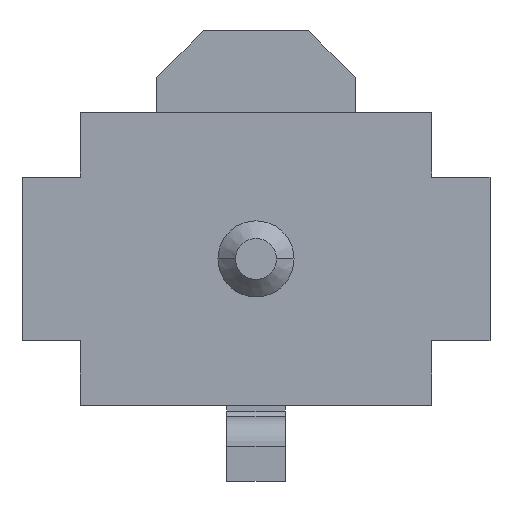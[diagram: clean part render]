
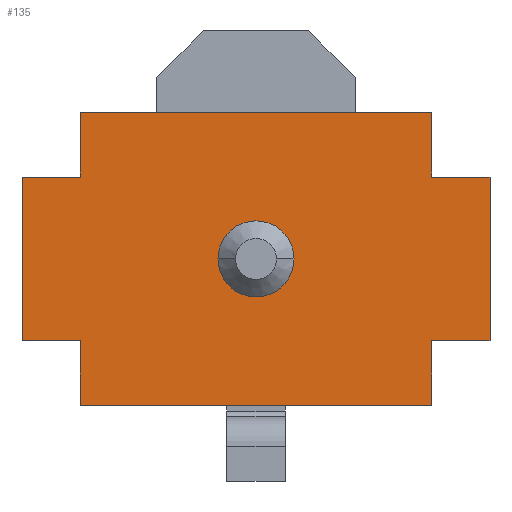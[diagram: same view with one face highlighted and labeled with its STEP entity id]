
A CAD part, front view. The second image highlights one B-rep face of the part: STEP entity #135.
In plain terms, the highlighted planar face has unit normal (0, -1, 0).
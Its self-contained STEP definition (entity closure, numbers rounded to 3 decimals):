
#135=ADVANCED_FACE('',(#268,#269),#270,.F.);
#268=FACE_BOUND('',#395,.T.);
#269=FACE_OUTER_BOUND('',#396,.T.);
#270=PLANE('',#397);
#395=EDGE_LOOP('',(#724,#725));
#396=EDGE_LOOP('',(#726,#727,#728,#729,#730,#731,#732,#733,#734,#735,#736,#737));
#397=AXIS2_PLACEMENT_3D('',#738,#739,#740);
#724=ORIENTED_EDGE('',*,*,#820,.T.);
#725=ORIENTED_EDGE('',*,*,#769,.T.);
#726=ORIENTED_EDGE('',*,*,#895,.T.);
#727=ORIENTED_EDGE('',*,*,#875,.F.);
#728=ORIENTED_EDGE('',*,*,#877,.T.);
#729=ORIENTED_EDGE('',*,*,#870,.F.);
#730=ORIENTED_EDGE('',*,*,#896,.T.);
#731=ORIENTED_EDGE('',*,*,#891,.F.);
#732=ORIENTED_EDGE('',*,*,#881,.F.);
#733=ORIENTED_EDGE('',*,*,#867,.F.);
#734=ORIENTED_EDGE('',*,*,#879,.F.);
#735=ORIENTED_EDGE('',*,*,#852,.F.);
#736=ORIENTED_EDGE('',*,*,#885,.F.);
#737=ORIENTED_EDGE('',*,*,#889,.F.);
#738=CARTESIAN_POINT('',(0.0,0.0,0.0));
#739=DIRECTION('',(0.0,1.0,0.0));
#740=DIRECTION('',(0.0,0.0,1.0));
#769=EDGE_CURVE('',#910,#912,#914,.T.);
#820=EDGE_CURVE('',#912,#910,#989,.T.);
#852=EDGE_CURVE('',#1032,#1035,#1036,.T.);
#867=EDGE_CURVE('',#1058,#1056,#1060,.T.);
#870=EDGE_CURVE('',#1062,#1064,#1065,.T.);
#875=EDGE_CURVE('',#1070,#1068,#1072,.T.);
#877=EDGE_CURVE('',#1070,#1064,#1074,.T.);
#879=EDGE_CURVE('',#1035,#1058,#1076,.T.);
#881=EDGE_CURVE('',#1056,#1078,#1079,.T.);
#885=EDGE_CURVE('',#1084,#1032,#1086,.T.);
#889=EDGE_CURVE('',#1090,#1084,#1092,.T.);
#891=EDGE_CURVE('',#1078,#1094,#1095,.T.);
#895=EDGE_CURVE('',#1090,#1068,#1100,.T.);
#896=EDGE_CURVE('',#1062,#1094,#1101,.T.);
#910=VERTEX_POINT('',#1117);
#912=VERTEX_POINT('',#1120);
#914=CIRCLE('',#1123,0.325);
#989=CIRCLE('',#1226,0.325);
#1032=VERTEX_POINT('',#1287);
#1035=VERTEX_POINT('',#1291);
#1036=LINE('',#1292,#1293);
#1056=VERTEX_POINT('',#1322);
#1058=VERTEX_POINT('',#1325);
#1060=LINE('',#1328,#1329);
#1062=VERTEX_POINT('',#1331);
#1064=VERTEX_POINT('',#1334);
#1065=LINE('',#1335,#1336);
#1068=VERTEX_POINT('',#1340);
#1070=VERTEX_POINT('',#1343);
#1072=LINE('',#1346,#1347);
#1074=LINE('',#1349,#1350);
#1076=LINE('',#1352,#1353);
#1078=VERTEX_POINT('',#1355);
#1079=LINE('',#1356,#1357);
#1084=VERTEX_POINT('',#1364);
#1086=LINE('',#1367,#1368);
#1090=VERTEX_POINT('',#1373);
#1092=LINE('',#1376,#1377);
#1094=VERTEX_POINT('',#1379);
#1095=LINE('',#1380,#1381);
#1100=LINE('',#1388,#1389);
#1101=LINE('',#1390,#1391);
#1117=CARTESIAN_POINT('',(0.325,0.0,0.));
#1120=CARTESIAN_POINT('',(-0.325,0.0,0.));
#1123=AXIS2_PLACEMENT_3D('',#1406,#1407,#1408);
#1226=AXIS2_PLACEMENT_3D('',#1461,#1462,#1463);
#1287=CARTESIAN_POINT('',(1.5,0.0,0.7));
#1291=CARTESIAN_POINT('',(2.0,0.0,0.7));
#1292=CARTESIAN_POINT('',(0.0,0.0,0.7));
#1293=VECTOR('',#1489,1.0);
#1322=CARTESIAN_POINT('',(1.5,0.0,-0.7));
#1325=CARTESIAN_POINT('',(2.0,0.0,-0.7));
#1328=CARTESIAN_POINT('',(0.0,0.0,-0.7));
#1329=VECTOR('',#1501,1.0);
#1331=CARTESIAN_POINT('',(-1.5,0.0,-0.7));
#1334=CARTESIAN_POINT('',(-2.0,0.0,-0.7));
#1335=CARTESIAN_POINT('',(0.0,0.0,-0.7));
#1336=VECTOR('',#1503,1.0);
#1340=CARTESIAN_POINT('',(-1.5,0.0,0.7));
#1343=CARTESIAN_POINT('',(-2.0,0.0,0.7));
#1346=CARTESIAN_POINT('',(0.0,0.0,0.7));
#1347=VECTOR('',#1507,1.0);
#1349=CARTESIAN_POINT('',(-2.0,0.0,0.0));
#1350=VECTOR('',#1508,1.0);
#1352=CARTESIAN_POINT('',(2.0,0.0,0.0));
#1353=VECTOR('',#1509,1.0);
#1355=CARTESIAN_POINT('',(1.5,0.0,-1.25));
#1356=CARTESIAN_POINT('',(1.5,0.0,0.0));
#1357=VECTOR('',#1510,1.0);
#1364=CARTESIAN_POINT('',(1.5,0.0,1.25));
#1367=CARTESIAN_POINT('',(1.5,0.0,0.0));
#1368=VECTOR('',#1514,1.0);
#1373=CARTESIAN_POINT('',(-1.5,0.0,1.25));
#1376=CARTESIAN_POINT('',(0.0,0.0,1.25));
#1377=VECTOR('',#1517,1.0);
#1379=CARTESIAN_POINT('',(-1.5,0.0,-1.25));
#1380=CARTESIAN_POINT('',(0.0,0.0,-1.25));
#1381=VECTOR('',#1518,1.0);
#1388=CARTESIAN_POINT('',(-1.5,0.0,0.0));
#1389=VECTOR('',#1521,1.0);
#1390=CARTESIAN_POINT('',(-1.5,0.0,0.0));
#1391=VECTOR('',#1522,1.0);
#1406=CARTESIAN_POINT('',(0.0,0.0,0.0));
#1407=DIRECTION('',(-0.0,1.0,0.0));
#1408=DIRECTION('',(1.0,0.0,0.0));
#1461=CARTESIAN_POINT('',(0.0,0.0,0.0));
#1462=DIRECTION('',(-0.0,1.0,0.0));
#1463=DIRECTION('',(1.0,0.0,0.0));
#1489=DIRECTION('',(1.0,0.0,0.0));
#1501=DIRECTION('',(-1.0,0.0,0.0));
#1503=DIRECTION('',(-1.0,0.0,0.0));
#1507=DIRECTION('',(1.0,0.0,0.0));
#1508=DIRECTION('',(0.0,0.0,-1.0));
#1509=DIRECTION('',(0.0,0.0,-1.0));
#1510=DIRECTION('',(0.0,0.0,-1.0));
#1514=DIRECTION('',(0.0,0.0,-1.0));
#1517=DIRECTION('',(1.0,0.0,0.0));
#1518=DIRECTION('',(-1.0,0.0,0.0));
#1521=DIRECTION('',(0.0,0.0,-1.0));
#1522=DIRECTION('',(0.0,0.0,-1.0));
